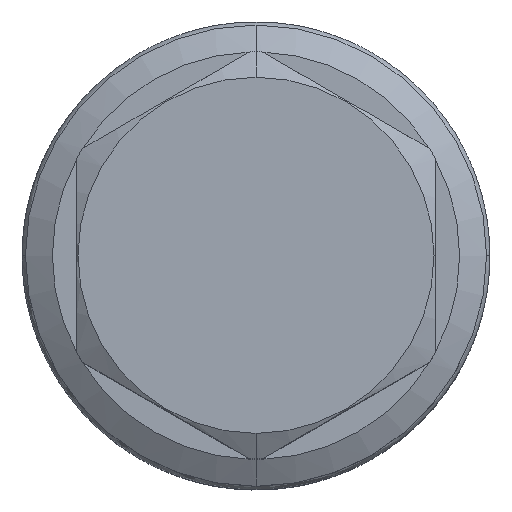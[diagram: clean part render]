
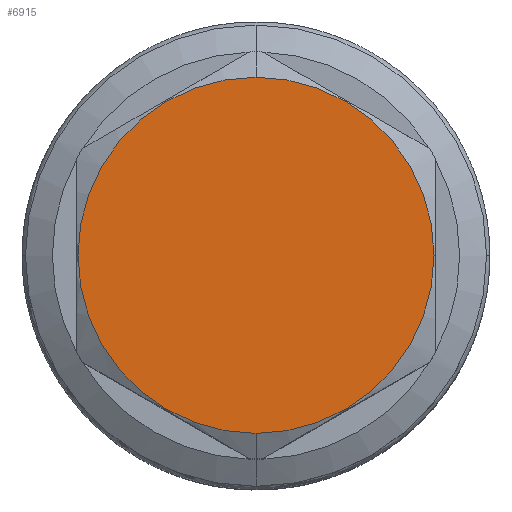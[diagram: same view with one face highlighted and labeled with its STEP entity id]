
A CAD part, top view. The second image highlights one B-rep face of the part: STEP entity #6915.
In plain terms, the highlighted planar face has unit normal (0, 0, 1).
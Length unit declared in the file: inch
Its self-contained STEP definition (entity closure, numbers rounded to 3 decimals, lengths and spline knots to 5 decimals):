
#1290=CARTESIAN_POINT('',(0.,0.,5.657));
#1291=DIRECTION('',(0.,0.,1.));
#1292=DIRECTION('',(0.,-1.,0.));
#1293=AXIS2_PLACEMENT_3D('',#1290,#1291,#1292);
#1295=CARTESIAN_POINT('',(0.,0.,5.657));
#1296=DIRECTION('',(0.,0.,1.));
#1297=DIRECTION('',(0.,1.,0.));
#1298=AXIS2_PLACEMENT_3D('',#1295,#1296,#1297);
#4249=CARTESIAN_POINT('',(0.,-0.807,5.657));
#4250=CARTESIAN_POINT('',(0.,0.807,5.657));
#4251=VERTEX_POINT('',#4249);
#4252=VERTEX_POINT('',#4250);
#6906=CARTESIAN_POINT('',(0.,0.,5.657));
#6907=DIRECTION('',(0.,0.,1.));
#6908=DIRECTION('',(0.,1.,0.));
#6909=AXIS2_PLACEMENT_3D('',#6906,#6907,#6908);
#6910=PLANE('',#6909);
#6911=ORIENTED_EDGE('',*,*,#6564,.F.);
#6912=ORIENTED_EDGE('',*,*,#6890,.F.);
#6913=EDGE_LOOP('',(#6911,#6912));
#6914=FACE_OUTER_BOUND('',#6913,.F.);
#1294=CIRCLE('',#1293,0.807);
#1299=CIRCLE('',#1298,0.807);
#6564=EDGE_CURVE('',#4251,#4252,#1294,.T.);
#6890=EDGE_CURVE('',#4252,#4251,#1299,.T.);
#6915=ADVANCED_FACE('',(#6914),#6910,.T.);
